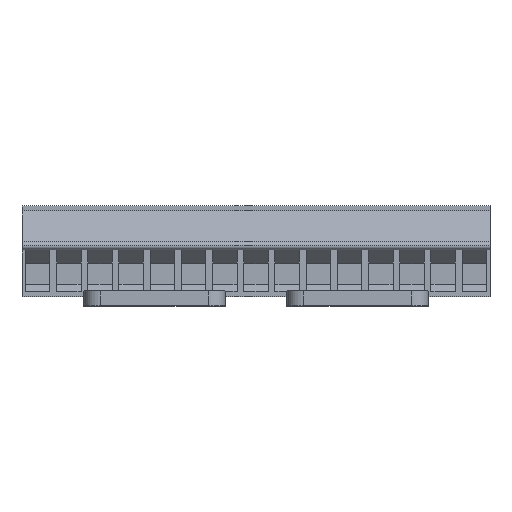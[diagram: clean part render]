
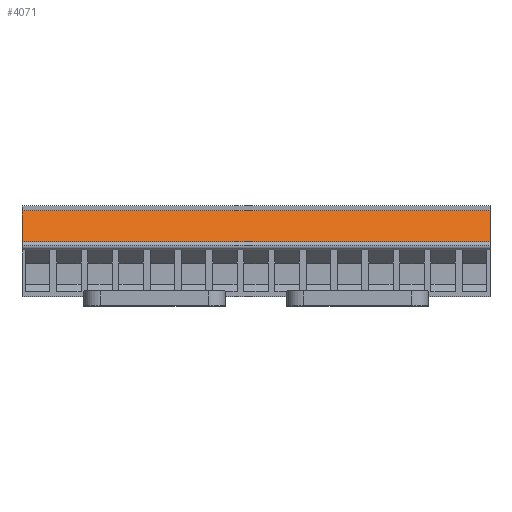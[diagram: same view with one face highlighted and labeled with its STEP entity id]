
A CAD part, top view. The second image highlights one B-rep face of the part: STEP entity #4071.
In plain terms, the highlighted planar face has unit normal (0, 0.359, 0.933).
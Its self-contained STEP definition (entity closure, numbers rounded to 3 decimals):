
#4058=AXIS2_PLACEMENT_3D('Plane Axis2P3D',#4055,#4056,#4057) ;
#3898=CARTESIAN_POINT('Vertex',(0.,7.83,14.85)) ;
#3901=CARTESIAN_POINT('Line Origine',(0.,9.715,14.125)) ;
#3905=CARTESIAN_POINT('Vertex',(0.,11.6,13.4)) ;
#3962=CARTESIAN_POINT('Vertex',(57.15,11.6,13.4)) ;
#3965=CARTESIAN_POINT('Line Origine',(57.15,9.715,14.125)) ;
#3969=CARTESIAN_POINT('Vertex',(57.15,7.83,14.85)) ;
#4043=CARTESIAN_POINT('Line Origine',(28.575,11.6,13.4)) ;
#4055=CARTESIAN_POINT('Axis2P3D Location',(0.,7.83,14.85)) ;
#4060=CARTESIAN_POINT('Line Origine',(28.575,7.83,14.85)) ;
#3902=DIRECTION('Vector Direction',(0.,0.933,-0.359)) ;
#3966=DIRECTION('Vector Direction',(0.,0.933,-0.359)) ;
#4044=DIRECTION('Vector Direction',(1.,0.,0.)) ;
#4056=DIRECTION('Axis2P3D Direction',(0.,-0.359,-0.933)) ;
#4057=DIRECTION('Axis2P3D XDirection',(0.,0.933,-0.359)) ;
#4061=DIRECTION('Vector Direction',(1.,0.,0.)) ;
#3903=VECTOR('Line Direction',#3902,1.) ;
#3967=VECTOR('Line Direction',#3966,1.) ;
#4045=VECTOR('Line Direction',#4044,1.) ;
#4062=VECTOR('Line Direction',#4061,1.) ;
#4066=ORIENTED_EDGE('',*,*,#3971,.T.) ;
#4067=ORIENTED_EDGE('',*,*,#4047,.F.) ;
#4068=ORIENTED_EDGE('',*,*,#3907,.T.) ;
#4069=ORIENTED_EDGE('',*,*,#4064,.T.) ;
#4071=ADVANCED_FACE('HOUSING',(#4070),#4059,.F.) ;
#3907=EDGE_CURVE('',#3906,#3899,#3904,.F.) ;
#3971=EDGE_CURVE('',#3970,#3963,#3968,.T.) ;
#4047=EDGE_CURVE('',#3906,#3963,#4046,.T.) ;
#4064=EDGE_CURVE('',#3899,#3970,#4063,.T.) ;
#4065=EDGE_LOOP('',(#4066,#4067,#4068,#4069)) ;
#4070=FACE_OUTER_BOUND('',#4065,.T.) ;
#3904=LINE('Line',#3901,#3903) ;
#3968=LINE('Line',#3965,#3967) ;
#4046=LINE('Line',#4043,#4045) ;
#4063=LINE('Line',#4060,#4062) ;
#4059=PLANE('',#4058) ;
#3899=VERTEX_POINT('',#3898) ;
#3906=VERTEX_POINT('',#3905) ;
#3963=VERTEX_POINT('',#3962) ;
#3970=VERTEX_POINT('',#3969) ;
